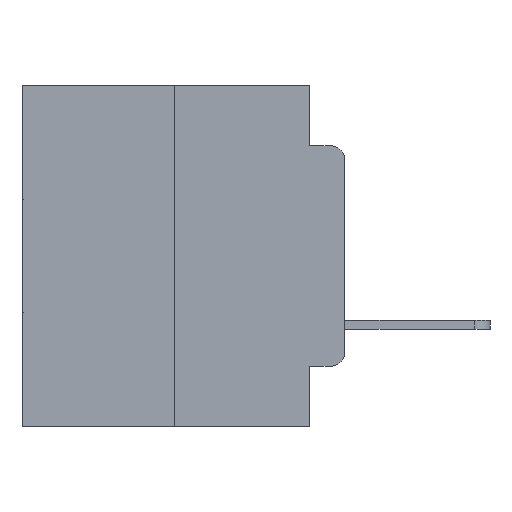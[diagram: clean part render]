
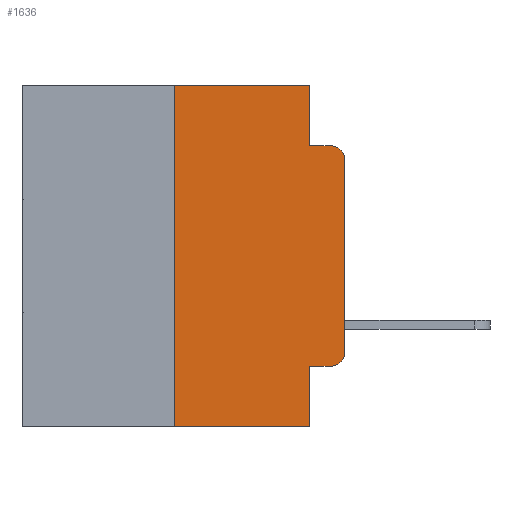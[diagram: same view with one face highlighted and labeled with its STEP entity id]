
A CAD part, left-side view. The second image highlights one B-rep face of the part: STEP entity #1636.
In plain terms, the highlighted planar face has unit normal (-1, 0, 0).
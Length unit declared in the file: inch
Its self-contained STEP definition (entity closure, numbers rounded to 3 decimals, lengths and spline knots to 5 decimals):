
#563 = CIRCLE ( 'NONE', #3830, 0.02 ) ;
#889 = VERTEX_POINT ( 'NONE', #24471 ) ;
#936 = VERTEX_POINT ( 'NONE', #1961 ) ;
#1045 = EDGE_CURVE ( 'NONE', #8795, #936, #6175, .T. ) ;
#1223 = VECTOR ( 'NONE', #18830, 39.37008 ) ;
#1384 = ORIENTED_EDGE ( 'NONE', *, *, #11720, .T. ) ;
#1636 = ADVANCED_FACE ( 'NONE', ( #21852 ), #16609, .F. ) ;
#1651 = VECTOR ( 'NONE', #1822, 39.37008 ) ;
#1822 = DIRECTION ( 'NONE',  ( 0., -1., 0. ) ) ;
#1872 = VERTEX_POINT ( 'NONE', #16847 ) ;
#1961 = CARTESIAN_POINT ( 'NONE',  ( 0., 0.051, -0.0885 ) ) ;
#2225 = CARTESIAN_POINT ( 'NONE',  ( 0., 0.473, 0. ) ) ;
#3466 = VERTEX_POINT ( 'NONE', #6752 ) ;
#3588 = VECTOR ( 'NONE', #14969, 39.37008 ) ;
#3830 = AXIS2_PLACEMENT_3D ( 'NONE', #12938, #27006, #15034 ) ;
#3965 = VERTEX_POINT ( 'NONE', #9971 ) ;
#4091 = VECTOR ( 'NONE', #16928, 39.37008 ) ;
#4533 = AXIS2_PLACEMENT_3D ( 'NONE', #18256, #18225, #18220 ) ;
#4767 = CARTESIAN_POINT ( 'NONE',  ( 0., 0.473, 0. ) ) ;
#5484 = LINE ( 'NONE', #17079, #21583 ) ;
#5511 = EDGE_LOOP ( 'NONE', ( #24731, #19082, #18473, #25686, #12788, #14767, #20483, #23826, #20366, #1384 ) ) ;
#5855 = EDGE_CURVE ( 'NONE', #16767, #889, #10050, .T. ) ;
#6175 = LINE ( 'NONE', #7192, #22229 ) ;
#6660 = AXIS2_PLACEMENT_3D ( 'NONE', #4767, #14408, #7625 ) ;
#6752 = CARTESIAN_POINT ( 'NONE',  ( 0., 0., -0.1085 ) ) ;
#6931 = EDGE_CURVE ( 'NONE', #16767, #3965, #5484, .T. ) ;
#7166 = DIRECTION ( 'NONE',  ( 0., 0., -1. ) ) ;
#7192 = CARTESIAN_POINT ( 'NONE',  ( 0., 0.051, 0. ) ) ;
#7321 = EDGE_CURVE ( 'NONE', #1872, #3965, #25330, .T. ) ;
#7433 = LINE ( 'NONE', #20464, #1223 ) ;
#7625 = DIRECTION ( 'NONE',  ( 0., 0., -1. ) ) ;
#8090 = DIRECTION ( 'NONE',  ( 0., 0., 1. ) ) ;
#8092 = EDGE_CURVE ( 'NONE', #889, #8795, #14258, .T. ) ;
#8743 = CARTESIAN_POINT ( 'NONE',  ( 0., 0.02, -0.0885 ) ) ;
#8795 = VERTEX_POINT ( 'NONE', #23358 ) ;
#8840 = EDGE_CURVE ( 'NONE', #1872, #25549, #7433, .T. ) ;
#9971 = CARTESIAN_POINT ( 'NONE',  ( 0., 0.051, -0.5 ) ) ;
#10050 = LINE ( 'NONE', #16596, #4091 ) ;
#11568 = VECTOR ( 'NONE', #8090, 39.37008 ) ;
#11720 = EDGE_CURVE ( 'NONE', #25549, #23905, #13250, .T. ) ;
#12256 = LINE ( 'NONE', #16551, #11568 ) ;
#12788 = ORIENTED_EDGE ( 'NONE', *, *, #8092, .F. ) ;
#12938 = CARTESIAN_POINT ( 'NONE',  ( 0., 0.02, -0.1085 ) ) ;
#13250 = CIRCLE ( 'NONE', #4533, 0.02 ) ;
#14258 = LINE ( 'NONE', #2225, #1651 ) ;
#14408 = DIRECTION ( 'NONE',  ( 1., 0., 0. ) ) ;
#14767 = ORIENTED_EDGE ( 'NONE', *, *, #5855, .F. ) ;
#14969 = DIRECTION ( 'NONE',  ( 0., -1., 0. ) ) ;
#15034 = DIRECTION ( 'NONE',  ( 0., 0., -1. ) ) ;
#15238 = LINE ( 'NONE', #26948, #3588 ) ;
#15731 = DIRECTION ( 'NONE',  ( 0., -1., 0. ) ) ;
#16551 = CARTESIAN_POINT ( 'NONE',  ( 0., 0., 0. ) ) ;
#16596 = CARTESIAN_POINT ( 'NONE',  ( 0., 0.25, 0. ) ) ;
#16609 = PLANE ( 'NONE',  #6660 ) ;
#16767 = VERTEX_POINT ( 'NONE', #19829 ) ;
#16847 = CARTESIAN_POINT ( 'NONE',  ( 0., 0.051, -0.4115 ) ) ;
#16928 = DIRECTION ( 'NONE',  ( 0., 0., 1. ) ) ;
#17079 = CARTESIAN_POINT ( 'NONE',  ( 0., 0.473, -0.5 ) ) ;
#18220 = DIRECTION ( 'NONE',  ( 0., 0., -1. ) ) ;
#18225 = DIRECTION ( 'NONE',  ( -1., 0., 0. ) ) ;
#18256 = CARTESIAN_POINT ( 'NONE',  ( 0., 0.02, -0.3915 ) ) ;
#18473 = ORIENTED_EDGE ( 'NONE', *, *, #27139, .F. ) ;
#18830 = DIRECTION ( 'NONE',  ( 0., -1., 0. ) ) ;
#19082 = ORIENTED_EDGE ( 'NONE', *, *, #25820, .T. ) ;
#19829 = CARTESIAN_POINT ( 'NONE',  ( 0., 0.25, -0.5 ) ) ;
#20255 = CARTESIAN_POINT ( 'NONE',  ( 0., 0.02, -0.4115 ) ) ;
#20366 = ORIENTED_EDGE ( 'NONE', *, *, #8840, .T. ) ;
#20464 = CARTESIAN_POINT ( 'NONE',  ( 0., 0.051, -0.4115 ) ) ;
#20483 = ORIENTED_EDGE ( 'NONE', *, *, #6931, .T. ) ;
#21583 = VECTOR ( 'NONE', #15731, 39.37008 ) ;
#21840 = EDGE_CURVE ( 'NONE', #23905, #3466, #12256, .T. ) ;
#21852 = FACE_OUTER_BOUND ( 'NONE', #5511, .T. ) ;
#22045 = VERTEX_POINT ( 'NONE', #8743 ) ;
#22229 = VECTOR ( 'NONE', #7166, 39.37008 ) ;
#23358 = CARTESIAN_POINT ( 'NONE',  ( 0., 0.051, 0. ) ) ;
#23826 = ORIENTED_EDGE ( 'NONE', *, *, #7321, .F. ) ;
#23905 = VERTEX_POINT ( 'NONE', #26822 ) ;
#24471 = CARTESIAN_POINT ( 'NONE',  ( 0., 0.25, 0. ) ) ;
#24498 = CARTESIAN_POINT ( 'NONE',  ( 0., 0.051, 0. ) ) ;
#24534 = DIRECTION ( 'NONE',  ( 0., 0., -1. ) ) ;
#24729 = VECTOR ( 'NONE', #24534, 39.37008 ) ;
#24731 = ORIENTED_EDGE ( 'NONE', *, *, #21840, .T. ) ;
#25330 = LINE ( 'NONE', #24498, #24729 ) ;
#25549 = VERTEX_POINT ( 'NONE', #20255 ) ;
#25686 = ORIENTED_EDGE ( 'NONE', *, *, #1045, .F. ) ;
#25820 = EDGE_CURVE ( 'NONE', #3466, #22045, #563, .T. ) ;
#26822 = CARTESIAN_POINT ( 'NONE',  ( 0., 0., -0.3915 ) ) ;
#26948 = CARTESIAN_POINT ( 'NONE',  ( 0., 0.051, -0.0885 ) ) ;
#27006 = DIRECTION ( 'NONE',  ( -1., 0., 0. ) ) ;
#27139 = EDGE_CURVE ( 'NONE', #936, #22045, #15238, .T. ) ;
